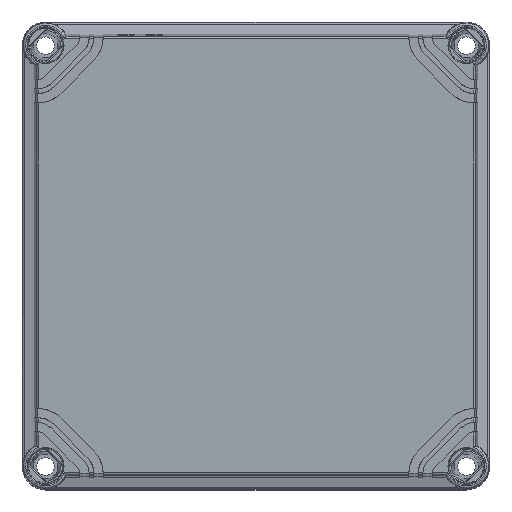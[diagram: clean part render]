
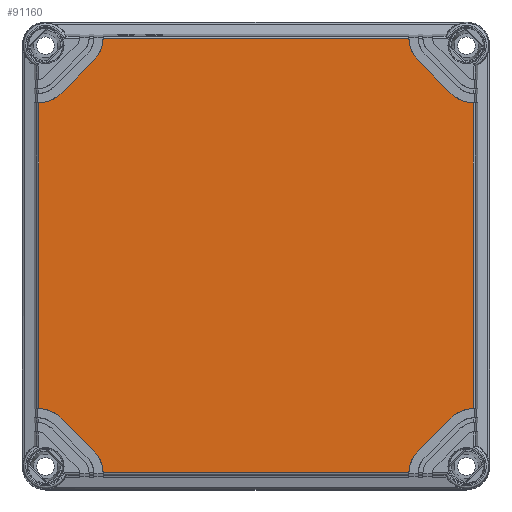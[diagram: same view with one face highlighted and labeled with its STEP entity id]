
A CAD part, top view. The second image highlights one B-rep face of the part: STEP entity #91160.
In plain terms, the highlighted planar face has unit normal (0, 0, 1).
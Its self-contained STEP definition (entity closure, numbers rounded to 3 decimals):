
#77355=CARTESIAN_POINT('',(-79.346,-93.3,30.));
#77356=DIRECTION('',(0.,0.,1.));
#77357=DIRECTION('',(0.999,0.032,0.));
#77358=AXIS2_PLACEMENT_3D('',#77355,#77356,#77357);
#77363=DIRECTION('',(-0.707,0.707,0.));
#77364=VECTOR('',#77363,19.734);
#77365=CARTESIAN_POINT('',(-69.447,-83.401,30.));
#77366=LINE('',#77365,#77364);
#77370=CARTESIAN_POINT('',(-93.3,-79.346,30.));
#77371=DIRECTION('',(0.,0.,1.));
#77372=DIRECTION('',(0.707,0.707,0.));
#77373=AXIS2_PLACEMENT_3D('',#77370,#77371,#77372);
#77378=CARTESIAN_POINT('',(-93.3,79.346,30.));
#77379=DIRECTION('',(0.,0.,1.));
#77380=DIRECTION('',(0.032,-0.999,0.));
#77381=AXIS2_PLACEMENT_3D('',#77378,#77379,#77380);
#77386=DIRECTION('',(0.707,0.707,0.));
#77387=VECTOR('',#77386,19.734);
#77388=CARTESIAN_POINT('',(-83.401,69.447,30.));
#77389=LINE('',#77388,#77387);
#77393=CARTESIAN_POINT('',(-79.346,93.3,30.));
#77394=DIRECTION('',(0.,0.,1.));
#77395=DIRECTION('',(0.707,-0.707,0.));
#77396=AXIS2_PLACEMENT_3D('',#77393,#77394,#77395);
#77401=DIRECTION('',(1.,0.,0.));
#77402=VECTOR('',#77401,130.707);
#77403=CARTESIAN_POINT('',(-65.353,92.851,30.));
#77404=LINE('',#77403,#77402);
#77408=CARTESIAN_POINT('',(79.346,93.3,30.));
#77409=DIRECTION('',(0.,0.,1.));
#77410=DIRECTION('',(-0.999,-0.032,0.));
#77411=AXIS2_PLACEMENT_3D('',#77408,#77409,#77410);
#77416=DIRECTION('',(0.707,-0.707,0.));
#77417=VECTOR('',#77416,19.734);
#77418=CARTESIAN_POINT('',(69.447,83.401,30.));
#77419=LINE('',#77418,#77417);
#77423=CARTESIAN_POINT('',(93.3,79.346,30.));
#77424=DIRECTION('',(0.,0.,1.));
#77425=DIRECTION('',(-0.707,-0.707,0.));
#77426=AXIS2_PLACEMENT_3D('',#77423,#77424,#77425);
#77431=CARTESIAN_POINT('',(93.3,-79.346,30.));
#77432=DIRECTION('',(0.,0.,1.));
#77433=DIRECTION('',(-0.032,0.999,0.));
#77434=AXIS2_PLACEMENT_3D('',#77431,#77432,#77433);
#77439=DIRECTION('',(-0.707,-0.707,0.));
#77440=VECTOR('',#77439,19.734);
#77441=CARTESIAN_POINT('',(83.401,-69.447,30.));
#77442=LINE('',#77441,#77440);
#77446=CARTESIAN_POINT('',(79.346,-93.3,30.));
#77447=DIRECTION('',(0.,0.,1.));
#77448=DIRECTION('',(-0.707,0.707,0.));
#77449=AXIS2_PLACEMENT_3D('',#77446,#77447,#77448);
#82053=DIRECTION('',(0.,1.,0.));
#82054=VECTOR('',#82053,130.707);
#82055=CARTESIAN_POINT('',(92.851,-65.353,30.));
#82056=LINE('',#82055,#82054);
#82124=CARTESIAN_POINT('',(-65.353,92.851,30.));
#82162=CARTESIAN_POINT('',(65.353,92.851,30.));
#82188=DIRECTION('',(0.,-1.,0.));
#82189=VECTOR('',#82188,130.707);
#82190=CARTESIAN_POINT('',(-92.851,65.353,30.));
#82191=LINE('',#82190,#82189);
#82259=DIRECTION('',(1.,0.,0.));
#82260=VECTOR('',#82259,130.707);
#82261=CARTESIAN_POINT('',(-65.353,-92.851,30.));
#82262=LINE('',#82261,#82260);
#82266=CARTESIAN_POINT('',(65.353,-92.851,30.));
#82297=CARTESIAN_POINT('',(-65.353,-92.851,30.));
#85111=CARTESIAN_POINT('',(69.447,83.401,30.));
#85112=CARTESIAN_POINT('',(83.401,69.447,30.));
#85113=VERTEX_POINT('',#85111);
#85114=VERTEX_POINT('',#85112);
#85131=CARTESIAN_POINT('',(-83.401,69.447,30.));
#85132=CARTESIAN_POINT('',(-69.447,83.401,30.));
#85133=VERTEX_POINT('',#85131);
#85134=VERTEX_POINT('',#85132);
#85147=CARTESIAN_POINT('',(83.401,-69.447,30.));
#85148=CARTESIAN_POINT('',(69.447,-83.401,30.));
#85149=VERTEX_POINT('',#85147);
#85150=VERTEX_POINT('',#85148);
#85159=CARTESIAN_POINT('',(-69.447,-83.401,30.));
#85160=CARTESIAN_POINT('',(-83.401,-69.447,30.));
#85161=VERTEX_POINT('',#85159);
#85162=VERTEX_POINT('',#85160);
#85473=VERTEX_POINT('',#82162);
#85485=CARTESIAN_POINT('',(92.851,-65.353,30.));
#85486=CARTESIAN_POINT('',(92.851,65.353,30.));
#85487=VERTEX_POINT('',#85485);
#85488=VERTEX_POINT('',#85486);
#85496=VERTEX_POINT('',#82124);
#85545=CARTESIAN_POINT('',(-92.851,65.353,30.));
#85546=CARTESIAN_POINT('',(-92.851,-65.353,30.));
#85547=VERTEX_POINT('',#85545);
#85548=VERTEX_POINT('',#85546);
#85605=VERTEX_POINT('',#82297);
#85606=VERTEX_POINT('',#82266);
#91121=CARTESIAN_POINT('',(0.,0.,30.));
#91122=DIRECTION('',(0.,0.,1.));
#91123=DIRECTION('',(1.,0.,0.));
#91124=AXIS2_PLACEMENT_3D('',#91121,#91122,#91123);
#91125=PLANE('',#91124);
#91127=ORIENTED_EDGE('',*,*,#91126,.F.);
#91129=ORIENTED_EDGE('',*,*,#91128,.T.);
#91131=ORIENTED_EDGE('',*,*,#91130,.T.);
#91133=ORIENTED_EDGE('',*,*,#91132,.T.);
#91135=ORIENTED_EDGE('',*,*,#91134,.F.);
#91137=ORIENTED_EDGE('',*,*,#91136,.T.);
#91139=ORIENTED_EDGE('',*,*,#91138,.T.);
#91141=ORIENTED_EDGE('',*,*,#91140,.T.);
#91143=ORIENTED_EDGE('',*,*,#91142,.T.);
#91145=ORIENTED_EDGE('',*,*,#91144,.T.);
#91147=ORIENTED_EDGE('',*,*,#91146,.T.);
#91149=ORIENTED_EDGE('',*,*,#91148,.T.);
#91151=ORIENTED_EDGE('',*,*,#91150,.F.);
#91153=ORIENTED_EDGE('',*,*,#91152,.T.);
#91155=ORIENTED_EDGE('',*,*,#91154,.T.);
#91157=ORIENTED_EDGE('',*,*,#91156,.T.);
#91158=EDGE_LOOP('',(#91127,#91129,#91131,#91133,#91135,#91137,#91139,#91141,
#91143,#91145,#91147,#91149,#91151,#91153,#91155,#91157));
#91159=FACE_OUTER_BOUND('',#91158,.F.);
#91160=ADVANCED_FACE('',(#91159),#91125,.T.);
#77359=CIRCLE('',#77358,14.);
#77374=CIRCLE('',#77373,14.);
#77382=CIRCLE('',#77381,14.);
#77397=CIRCLE('',#77396,14.);
#77412=CIRCLE('',#77411,14.);
#77427=CIRCLE('',#77426,14.);
#77435=CIRCLE('',#77434,14.);
#77450=CIRCLE('',#77449,14.);
#91126=EDGE_CURVE('',#85605,#85606,#82262,.T.);
#91128=EDGE_CURVE('',#85605,#85161,#77359,.T.);
#91130=EDGE_CURVE('',#85161,#85162,#77366,.T.);
#91132=EDGE_CURVE('',#85162,#85548,#77374,.T.);
#91134=EDGE_CURVE('',#85547,#85548,#82191,.T.);
#91136=EDGE_CURVE('',#85547,#85133,#77382,.T.);
#91138=EDGE_CURVE('',#85133,#85134,#77389,.T.);
#91140=EDGE_CURVE('',#85134,#85496,#77397,.T.);
#91142=EDGE_CURVE('',#85496,#85473,#77404,.T.);
#91144=EDGE_CURVE('',#85473,#85113,#77412,.T.);
#91146=EDGE_CURVE('',#85113,#85114,#77419,.T.);
#91148=EDGE_CURVE('',#85114,#85488,#77427,.T.);
#91150=EDGE_CURVE('',#85487,#85488,#82056,.T.);
#91152=EDGE_CURVE('',#85487,#85149,#77435,.T.);
#91154=EDGE_CURVE('',#85149,#85150,#77442,.T.);
#91156=EDGE_CURVE('',#85150,#85606,#77450,.T.);
